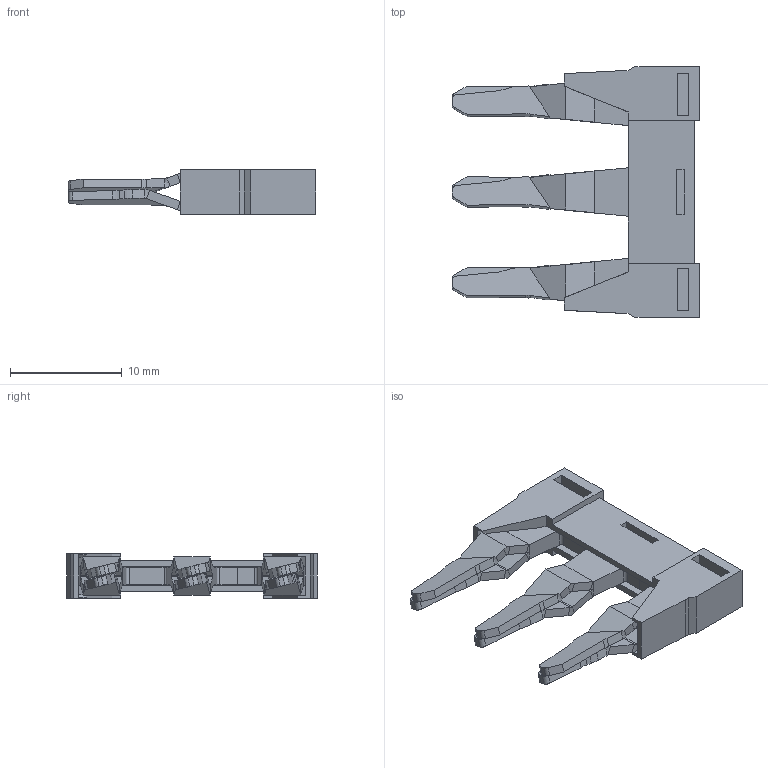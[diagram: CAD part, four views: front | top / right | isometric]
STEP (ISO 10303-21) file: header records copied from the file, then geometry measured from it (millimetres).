
FILE_DESCRIPTION(/* description */ (''),/* implementation_level */ '2;1');
FILE_NAME(/* name */ '17413.8_FIQI_6-10_3.stp',/* time_stamp */ '2018-06-26T11:10:17+02:00',/* author */ (''),/* organization */ (''),/* preprocessor_version */ 'ST-DEVELOPER v16',/* originating_system */ 'SIEMENS PLM Software NX 10.0',/* authorisation */ '');
FILE_SCHEMA (('AP203_CONFIGURATION_CONTROLLED_3D_DESIGN_OF_MECHANICAL_PARTS_AND_ASSEMBLIES_MIM_LF { 1 0 10303 403 2 1 2}'));
Length unit declared in the file: millimetre
Products named in the file (1): scho2214D57Bx5fq
Bounding box: 22.12 x 22.4 x 4 mm (x, y, z)
Volume: 692.7 mm3; surface area: 1682.2 mm2
Topology: 1 solids, 1 shells, 262 faces, 714 edges, 452 vertices
Faces by surface type: plane 184, cylinder 42, bspline 36
Entity records: 9498 total; most frequent: CARTESIAN_POINT 3097, ORIENTED_EDGE 1428, DIRECTION 1106, EDGE_CURVE 714, LINE 556, VECTOR 556, VERTEX_POINT 452, AXIS2_PLACEMENT_3D 275
